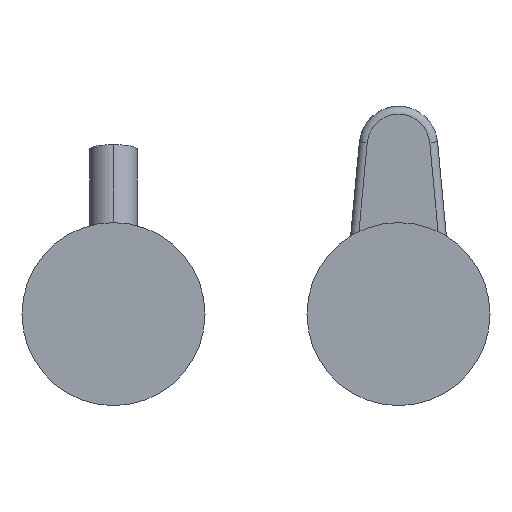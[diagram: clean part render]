
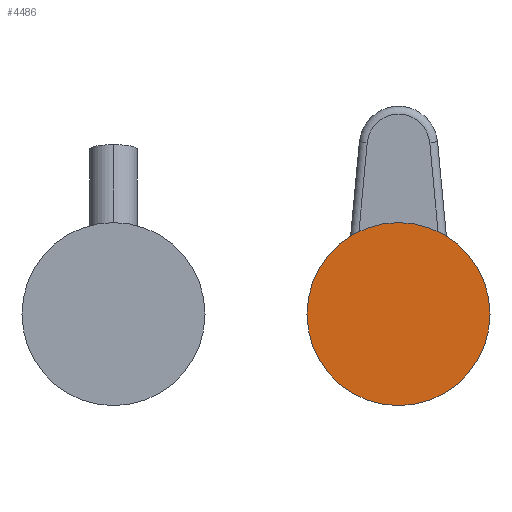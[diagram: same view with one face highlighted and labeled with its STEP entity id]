
A CAD part, front view. The second image highlights one B-rep face of the part: STEP entity #4486.
In plain terms, the highlighted planar face has unit normal (0, -1, 0).
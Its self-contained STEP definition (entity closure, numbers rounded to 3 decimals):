
#862=CARTESIAN_POINT('',(109.,36.8,0.));
#863=DIRECTION('',(0.,1.,0.));
#864=DIRECTION('',(1.,0.,0.));
#865=AXIS2_PLACEMENT_3D('',#862,#863,#864);
#867=CARTESIAN_POINT('',(109.,36.8,0.));
#868=DIRECTION('',(0.,-1.,0.));
#869=DIRECTION('',(1.,0.,0.));
#870=AXIS2_PLACEMENT_3D('',#867,#868,#869);
#3288=CARTESIAN_POINT('',(144.,36.8,0.));
#3290=VERTEX_POINT('',#3288);
#3292=CARTESIAN_POINT('',(74.,36.8,0.));
#3294=VERTEX_POINT('',#3292);
#4477=CARTESIAN_POINT('',(109.,36.8,0.));
#4478=DIRECTION('',(0.,-1.,0.));
#4479=DIRECTION('',(-1.,0.,0.));
#4480=AXIS2_PLACEMENT_3D('',#4477,#4478,#4479);
#4481=PLANE('',#4480);
#4482=ORIENTED_EDGE('',*,*,#4463,.F.);
#4483=ORIENTED_EDGE('',*,*,#4445,.T.);
#4484=EDGE_LOOP('',(#4482,#4483));
#4485=FACE_OUTER_BOUND('',#4484,.F.);
#4486=ADVANCED_FACE('',(#4485),#4481,.T.);
#866=CIRCLE('',#865,35.);
#871=CIRCLE('',#870,35.);
#4445=EDGE_CURVE('',#3290,#3294,#866,.T.);
#4463=EDGE_CURVE('',#3290,#3294,#871,.T.);
